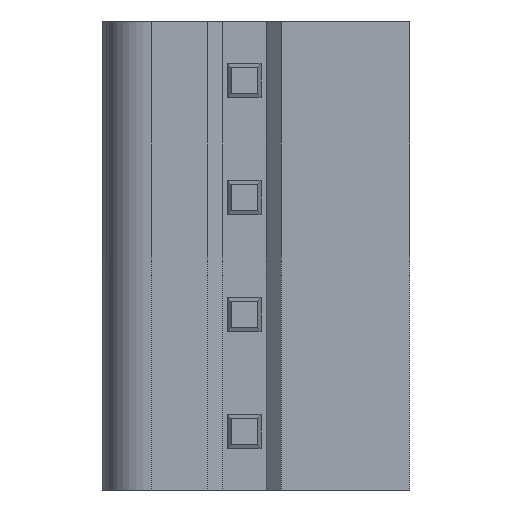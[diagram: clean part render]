
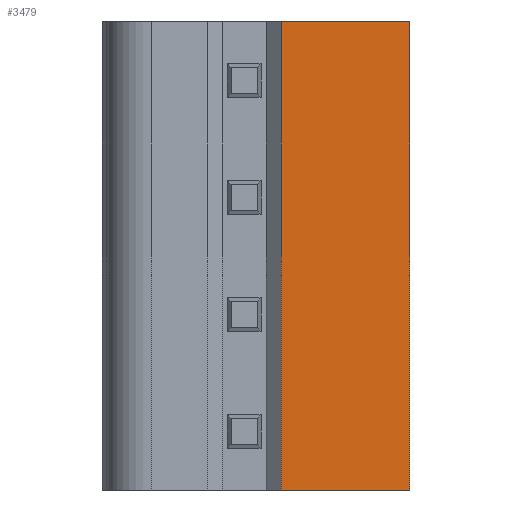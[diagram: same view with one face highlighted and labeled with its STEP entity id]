
A CAD part, front view. The second image highlights one B-rep face of the part: STEP entity #3479.
In plain terms, the highlighted planar face has unit normal (0, -1, 0).
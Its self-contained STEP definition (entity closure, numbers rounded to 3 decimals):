
#112 = EDGE_CURVE ( 'NONE', #1496, #1966, #1904, .T. ) ;
#201 = DIRECTION ( 'NONE',  ( 1., 0., 0. ) ) ;
#398 = EDGE_CURVE ( 'NONE', #1489, #3029, #3215, .T. ) ;
#615 = CARTESIAN_POINT ( 'NONE',  ( -8.25, 0., 0. ) ) ;
#704 = LINE ( 'NONE', #865, #2345 ) ;
#729 = DIRECTION ( 'NONE',  ( 0., 0., -1. ) ) ;
#809 = ORIENTED_EDGE ( 'NONE', *, *, #112, .T. ) ;
#853 = FACE_OUTER_BOUND ( 'NONE', #3231, .T. ) ;
#865 = CARTESIAN_POINT ( 'NONE',  ( -4.35, 0., -15.84 ) ) ;
#884 = ORIENTED_EDGE ( 'NONE', *, *, #1392, .F. ) ;
#1241 = VECTOR ( 'NONE', #2478, 1000. ) ;
#1328 = CARTESIAN_POINT ( 'NONE',  ( 0., 0., -15.84 ) ) ;
#1378 = DIRECTION ( 'NONE',  ( 0., -1., 0. ) ) ;
#1392 = EDGE_CURVE ( 'NONE', #3029, #1966, #2125, .T. ) ;
#1489 = VERTEX_POINT ( 'NONE', #3473 ) ;
#1496 = VERTEX_POINT ( 'NONE', #4061 ) ;
#1743 = VECTOR ( 'NONE', #2583, 1000. ) ;
#1904 = LINE ( 'NONE', #2750, #2760 ) ;
#1966 = VERTEX_POINT ( 'NONE', #3494 ) ;
#2125 = LINE ( 'NONE', #3141, #1241 ) ;
#2345 = VECTOR ( 'NONE', #3143, 1000. ) ;
#2478 = DIRECTION ( 'NONE',  ( 0., 0., -1. ) ) ;
#2583 = DIRECTION ( 'NONE',  ( 1., 0., 0. ) ) ;
#2617 = CARTESIAN_POINT ( 'NONE',  ( 0., 0., 0. ) ) ;
#2749 = ORIENTED_EDGE ( 'NONE', *, *, #3537, .T. ) ;
#2750 = CARTESIAN_POINT ( 'NONE',  ( -8.25, 0., -15.84 ) ) ;
#2760 = VECTOR ( 'NONE', #201, 1000. ) ;
#2833 = AXIS2_PLACEMENT_3D ( 'NONE', #1328, #1378, #729 ) ;
#2995 = PLANE ( 'NONE',  #2833 ) ;
#3029 = VERTEX_POINT ( 'NONE', #2617 ) ;
#3141 = CARTESIAN_POINT ( 'NONE',  ( 0., 0., -15.84 ) ) ;
#3143 = DIRECTION ( 'NONE',  ( 0., 0., -1. ) ) ;
#3215 = LINE ( 'NONE', #615, #1743 ) ;
#3231 = EDGE_LOOP ( 'NONE', ( #809, #884, #3953, #2749 ) ) ;
#3473 = CARTESIAN_POINT ( 'NONE',  ( -4.35, 0., 0. ) ) ;
#3479 = ADVANCED_FACE ( 'NONE', ( #853 ), #2995, .T. ) ;
#3494 = CARTESIAN_POINT ( 'NONE',  ( 0., 0., -15.84 ) ) ;
#3537 = EDGE_CURVE ( 'NONE', #1489, #1496, #704, .T. ) ;
#3953 = ORIENTED_EDGE ( 'NONE', *, *, #398, .F. ) ;
#4061 = CARTESIAN_POINT ( 'NONE',  ( -4.35, 0., -15.84 ) ) ;
